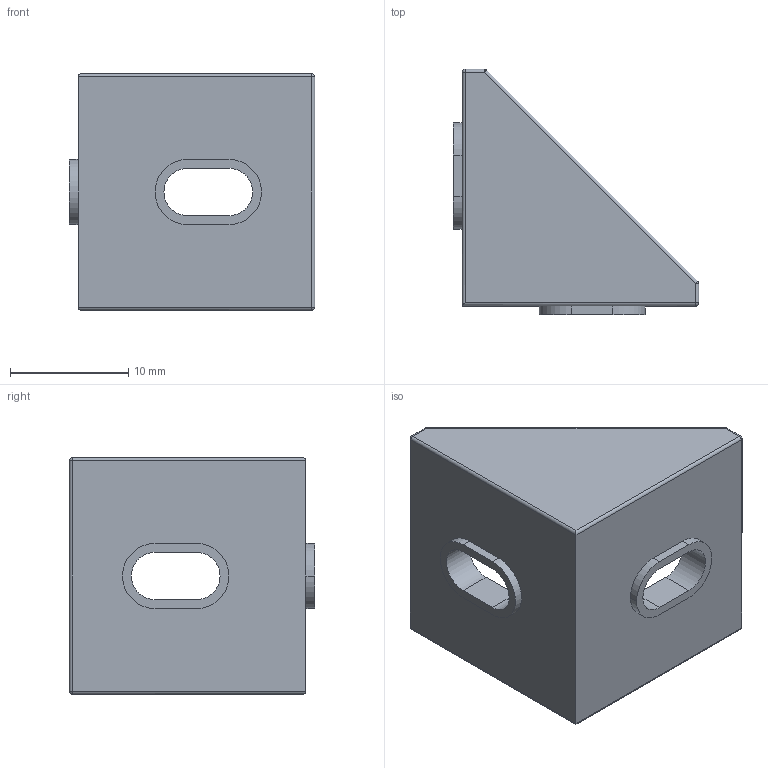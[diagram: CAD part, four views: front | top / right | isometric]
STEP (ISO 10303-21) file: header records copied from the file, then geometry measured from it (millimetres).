
FILE_DESCRIPTION (( 'STEP AP214' ), '1' );
FILE_NAME ('Cast - 90 Degree Corner Bracket.step', '2015-01-21T14:40:04', ( 'Mark' ), ( '' ), 'SwSTEP 2.0', 'SolidWorks 2013', '' );
FILE_SCHEMA (( 'AUTOMOTIVE_DESIGN' ));
Length unit declared in the file: millimetre
Products named in the file (1): Cast - 90 Degree Corner Bracket
Bounding box: 20.75 x 20.75 x 20 mm (x, y, z)
Volume: 2083.3 mm3; surface area: 2370.2 mm2
Topology: 1 solids, 1 shells, 59 faces, 141 edges, 80 vertices
Faces by surface type: cylinder 25, plane 22, sphere 12
Entity records: 1685 total; most frequent: DIRECTION 303, CARTESIAN_POINT 293, ORIENTED_EDGE 270, EDGE_CURVE 135, AXIS2_PLACEMENT_3D 114, VERTEX_POINT 80, VECTOR 75, LINE 75
